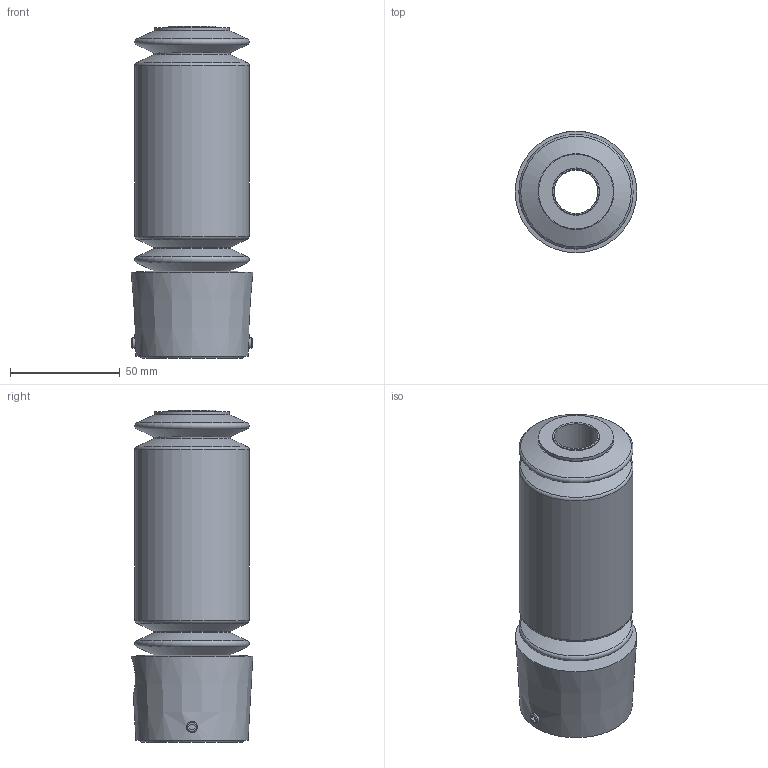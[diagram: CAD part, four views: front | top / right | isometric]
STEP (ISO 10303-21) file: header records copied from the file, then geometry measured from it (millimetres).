
FILE_DESCRIPTION(/* description */ ('STEP AP214'),/* implementation_level */ '2;1');
FILE_NAME(/* name */ '553333_DADB-V6-63-S51-125',/* time_stamp */ '2024-08-12T16:07:51+02:00',/* author */ ('License CC BY-ND 4.0'),/* organization */ ('CADENAS'),/* preprocessor_version */ 'ST-DEVELOPER v19.3',/* originating_system */ 'PARTsolutions',/* authorisation */ ' ');
FILE_SCHEMA (('AUTOMOTIVE_DESIGN {1 0 10303 214 3 1 1}'));
Length unit declared in the file: millimetre
Products named in the file (1): 553333 DADB-V6-63-S51-125---(109.10)
Bounding box: 55.3 x 55.3 x 150.95 mm (x, y, z)
Volume: 224829.1 mm3; surface area: 43891.3 mm2
Topology: 1 solids, 1 shells, 54 faces, 117 edges, 72 vertices
Faces by surface type: plane 22, cone 13, torus 10, cylinder 9
Full cylindrical faces by diameter (mm): 5 x2, 11.445 x1, 20 x1, 34 x1, 45 x1, 52 x1
Entity records: 1700 total; most frequent: CARTESIAN_POINT 260, DIRECTION 220, ORIENTED_EDGE 160, EDGE_LOOP 96, FACE_BOUND 96, AXIS2_PLACEMENT_3D 92, EDGE_CURVE 80, VERTEX_POINT 66
